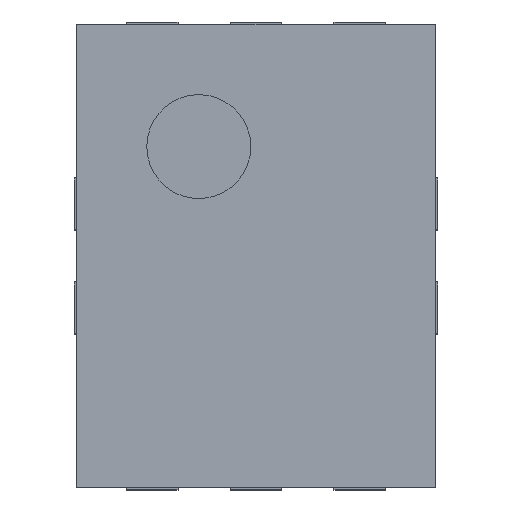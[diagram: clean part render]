
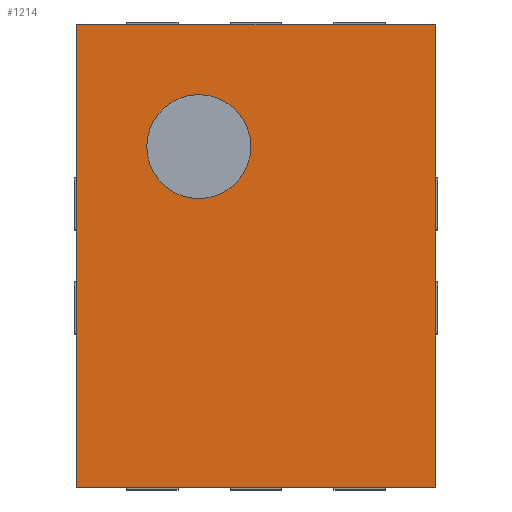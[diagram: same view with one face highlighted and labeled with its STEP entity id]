
A CAD part, top view. The second image highlights one B-rep face of the part: STEP entity #1214.
In plain terms, the highlighted planar face has unit normal (0, 0, 1).
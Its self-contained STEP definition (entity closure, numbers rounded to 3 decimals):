
#13=DIRECTION('',(0.,0.,1.));
#51=DIRECTION('',(0.,0.,-1.));
#157=VECTOR('',#158,1.);
#158=DIRECTION('',(1.,0.,0.));
#164=VECTOR('',#165,1.);
#165=DIRECTION('',(0.,-1.,0.));
#408=ORIENTED_EDGE('',*,*,#409,.F.);
#409=EDGE_CURVE('',#410,#412,#414,.T.);
#410=VERTEX_POINT('',#411);
#411=CARTESIAN_POINT('',(-0.69,0.89,0.57));
#412=VERTEX_POINT('',#413);
#413=CARTESIAN_POINT('',(0.69,0.89,0.57));
#414=LINE('',#411,#157);
#479=ORIENTED_EDGE('',*,*,#480,.T.);
#480=EDGE_CURVE('',#410,#481,#483,.T.);
#481=VERTEX_POINT('',#482);
#482=CARTESIAN_POINT('',(-0.69,-0.89,0.57));
#483=LINE('',#411,#164);
#754=EDGE_CURVE('',#481,#755,#757,.T.);
#755=VERTEX_POINT('',#756);
#756=CARTESIAN_POINT('',(0.69,-0.89,0.57));
#757=LINE('',#482,#157);
#922=EDGE_CURVE('',#412,#755,#923,.T.);
#923=LINE('',#413,#164);
#1214=ADVANCED_FACE('',(#1215,#1219),#1228,.T.);
#1215=FACE_BOUND('',#1216,.T.);
#1216=EDGE_LOOP('',(#408,#479,#1217,#1218));
#1217=ORIENTED_EDGE('',*,*,#754,.T.);
#1218=ORIENTED_EDGE('',*,*,#922,.F.);
#1219=FACE_BOUND('',#1220,.T.);
#1220=EDGE_LOOP('',(#1221));
#1221=ORIENTED_EDGE('',*,*,#1222,.T.);
#1222=EDGE_CURVE('',#1223,#1223,#1225,.T.);
#1223=VERTEX_POINT('',#1224);
#1224=CARTESIAN_POINT('',(-0.22,0.22,0.57));
#1225=CIRCLE('',#1226,0.2);
#1226=AXIS2_PLACEMENT_3D('',#1227,#51,#165);
#1227=CARTESIAN_POINT('',(-0.22,0.42,0.57));
#1228=PLANE('',#1229);
#1229=AXIS2_PLACEMENT_3D('',#411,#13,#165);
